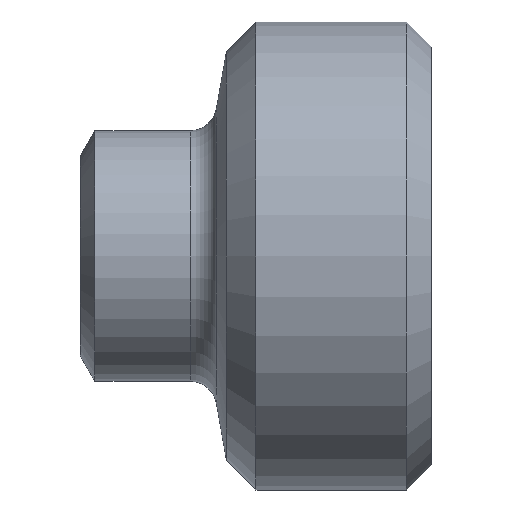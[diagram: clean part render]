
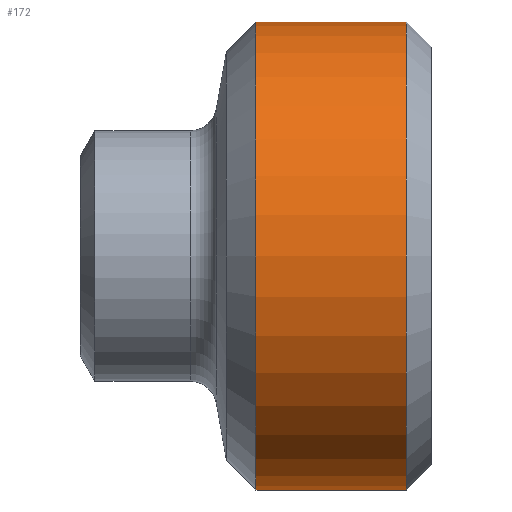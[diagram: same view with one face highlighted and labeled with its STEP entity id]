
A CAD part, front view. The second image highlights one B-rep face of the part: STEP entity #172.
In plain terms, the highlighted cylindrical face has radius 14 mm (diameter 28 mm), a full revolution.
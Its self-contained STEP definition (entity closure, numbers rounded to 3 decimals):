
#20=CYLINDRICAL_SURFACE('',#198,14.);
#32=FACE_BOUND('',#70,.T.);
#47=FACE_OUTER_BOUND('',#69,.T.);
#69=EDGE_LOOP('',(#144));
#70=EDGE_LOOP('',(#145));
#86=CIRCLE('',#184,14.);
#88=CIRCLE('',#187,14.);
#101=VERTEX_POINT('',#278);
#103=VERTEX_POINT('',#283);
#116=EDGE_CURVE('',#101,#101,#86,.T.);
#118=EDGE_CURVE('',#103,#103,#88,.T.);
#144=ORIENTED_EDGE('',*,*,#116,.T.);
#145=ORIENTED_EDGE('',*,*,#118,.T.);
#172=ADVANCED_FACE('',(#47,#32),#20,.T.);
#184=AXIS2_PLACEMENT_3D('',#279,#218,#219);
#187=AXIS2_PLACEMENT_3D('',#284,#224,#225);
#198=AXIS2_PLACEMENT_3D('',#300,#246,#247);
#218=DIRECTION('center_axis',(1.,0.,0.));
#219=DIRECTION('ref_axis',(0.,1.,0.));
#224=DIRECTION('center_axis',(-1.,0.,0.));
#225=DIRECTION('ref_axis',(0.,1.,0.));
#246=DIRECTION('center_axis',(1.,0.,0.));
#247=DIRECTION('ref_axis',(0.,1.,0.));
#278=CARTESIAN_POINT('',(-10.5,14.,0.));
#279=CARTESIAN_POINT('Origin',(-10.5,0.,0.));
#283=CARTESIAN_POINT('',(-1.5,14.,0.));
#284=CARTESIAN_POINT('Origin',(-1.5,0.,0.));
#300=CARTESIAN_POINT('Origin',(-6.,0.,0.));
